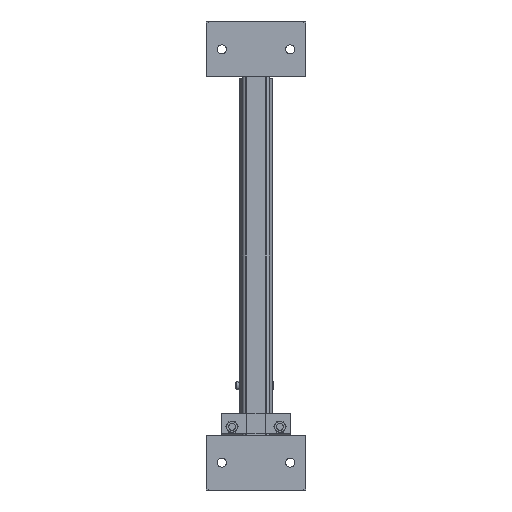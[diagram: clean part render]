
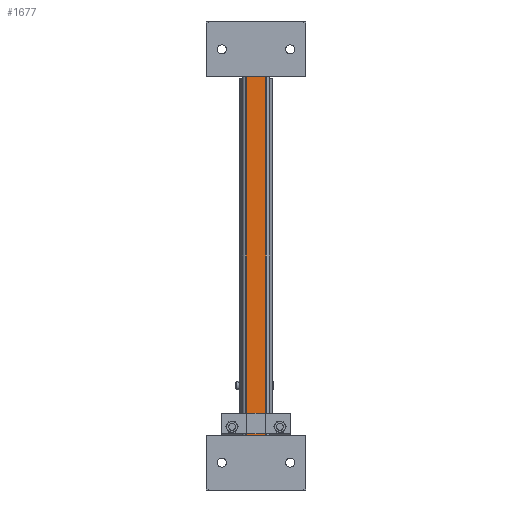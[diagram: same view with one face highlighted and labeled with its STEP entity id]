
A CAD part, left-side view. The second image highlights one B-rep face of the part: STEP entity #1677.
In plain terms, the highlighted face is planar.
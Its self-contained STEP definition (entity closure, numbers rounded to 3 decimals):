
#1677=ADVANCED_FACE('',(#3022),#3023,.T.);
#3022=FACE_OUTER_BOUND('',#6289,.T.);
#3023=PLANE('',#6290);
#6289=EDGE_LOOP('',(#9551,#9552,#9553,#9554));
#6290=AXIS2_PLACEMENT_3D('',#9555,#9556,#9557);
#9551=ORIENTED_EDGE('',*,*,#10844,.T.);
#9552=ORIENTED_EDGE('',*,*,#10845,.F.);
#9553=ORIENTED_EDGE('',*,*,#10642,.T.);
#9554=ORIENTED_EDGE('',*,*,#10770,.T.);
#9555=CARTESIAN_POINT('',(0.,20.,0.));
#9556=DIRECTION('',(0.,1.,0.));
#9557=DIRECTION('',(-1.,0.,0.));
#10642=EDGE_CURVE('',#11996,#11994,#11997,.T.);
#10770=EDGE_CURVE('',#11994,#12158,#12160,.T.);
#10844=EDGE_CURVE('',#12158,#12243,#12244,.T.);
#10845=EDGE_CURVE('',#11996,#12243,#12245,.T.);
#11994=VERTEX_POINT('',#15530);
#11996=VERTEX_POINT('',#15532);
#11997=LINE('',#15533,#15534);
#12158=VERTEX_POINT('',#16088);
#12160=LINE('',#16090,#16091);
#12243=VERTEX_POINT('',#16303);
#12244=LINE('',#16304,#16305);
#12245=LINE('',#16306,#16307);
#15530=CARTESIAN_POINT('',(-14.,20.,0.));
#15532=CARTESIAN_POINT('',(14.,20.,0.));
#15533=CARTESIAN_POINT('',(14.,20.,0.));
#15534=VECTOR('',#17147,1.);
#16088=CARTESIAN_POINT('',(-14.,20.,525.));
#16090=CARTESIAN_POINT('',(-14.,20.,0.));
#16091=VECTOR('',#17247,1.);
#16303=CARTESIAN_POINT('',(14.,20.,525.));
#16304=CARTESIAN_POINT('',(14.,20.,525.));
#16305=VECTOR('',#17301,1.);
#16306=CARTESIAN_POINT('',(14.,20.,0.));
#16307=VECTOR('',#17302,1.);
#17147=DIRECTION('',(-1.,0.,0.));
#17247=DIRECTION('',(0.,0.,1.));
#17301=DIRECTION('',(1.,0.,0.));
#17302=DIRECTION('',(0.,0.,1.));
